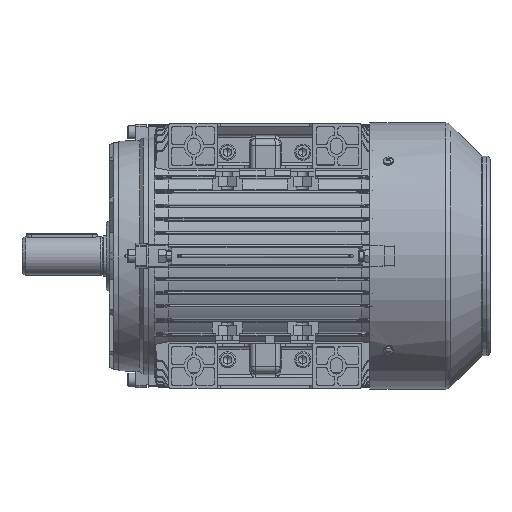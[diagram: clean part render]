
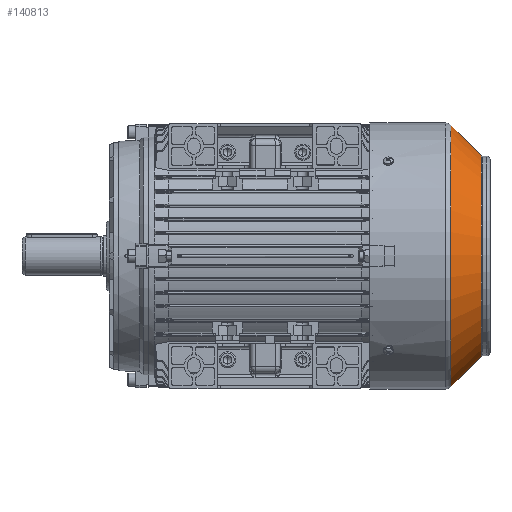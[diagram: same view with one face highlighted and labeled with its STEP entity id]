
A CAD part, front view. The second image highlights one B-rep face of the part: STEP entity #140813.
In plain terms, the highlighted conical face has half-angle 45 degrees and reference radius 98.586 mm.
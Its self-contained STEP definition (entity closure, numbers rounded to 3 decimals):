
#77001 = EDGE_CURVE ( 'NONE', #144224, #144144, #144493, .T. ) ;
#89370 = CARTESIAN_POINT ( 'NONE',  ( 79.593, 0., 0. ) ) ;
#89372 = AXIS2_PLACEMENT_3D ( 'NONE', #89370, #89563, #89560 ) ;
#89373 = CIRCLE ( 'NONE', #89372, 128.407 ) ;
#89488 = DIRECTION ( 'NONE',  ( 0., 0., 1. ) ) ;
#89490 = DIRECTION ( 'NONE',  ( -1., 0., 0. ) ) ;
#89492 = CARTESIAN_POINT ( 'NONE',  ( 109.414, 0., 0. ) ) ;
#89494 = AXIS2_PLACEMENT_3D ( 'NONE', #89492, #89490, #89488 ) ;
#89496 = CONICAL_SURFACE ( 'NONE', #89494, 98.586, 0.785 ) ;
#89507 = FACE_OUTER_BOUND ( 'NONE', #140818, .T. ) ;
#89560 = DIRECTION ( 'NONE',  ( 0., 0., 1. ) ) ;
#89563 = DIRECTION ( 'NONE',  ( -1., 0., 0. ) ) ;
#97903 = CARTESIAN_POINT ( 'NONE',  ( 79.593, 0., 128.407 ) ) ;
#97929 = CARTESIAN_POINT ( 'NONE',  ( 79.593, 0., -128.407 ) ) ;
#98954 = DIRECTION ( 'NONE',  ( -0.707, 0., 0.707 ) ) ;
#98957 = VECTOR ( 'NONE', #98954, 1000. ) ;
#98960 = CARTESIAN_POINT ( 'NONE',  ( 109.414, 0., 98.586 ) ) ;
#98983 = LINE ( 'NONE', #98960, #98957 ) ;
#99080 = CARTESIAN_POINT ( 'NONE',  ( 109.414, 0., 98.586 ) ) ;
#99085 = DIRECTION ( 'NONE',  ( -0.707, 0., -0.707 ) ) ;
#99086 = VECTOR ( 'NONE', #99085, 1000. ) ;
#99090 = CARTESIAN_POINT ( 'NONE',  ( 109.414, 0., -98.586 ) ) ;
#99093 = LINE ( 'NONE', #99090, #99086 ) ;
#99148 = CARTESIAN_POINT ( 'NONE',  ( 109.414, 0., -98.586 ) ) ;
#140792 = EDGE_CURVE ( 'NONE', #143831, #143840, #89373, .T. ) ;
#140803 = ORIENTED_EDGE ( 'NONE', *, *, #140792, .F. ) ;
#140813 = ADVANCED_FACE ( 'NONE', ( #89507 ), #89496, .T. ) ;
#140818 = EDGE_LOOP ( 'NONE', ( #140834, #140833, #140829, #140803 ) ) ;
#140829 = ORIENTED_EDGE ( 'NONE', *, *, #144184, .T. ) ;
#140833 = ORIENTED_EDGE ( 'NONE', *, *, #77001, .T. ) ;
#140834 = ORIENTED_EDGE ( 'NONE', *, *, #144141, .F. ) ;
#143831 = VERTEX_POINT ( 'NONE', #97929 ) ;
#143840 = VERTEX_POINT ( 'NONE', #97903 ) ;
#144141 = EDGE_CURVE ( 'NONE', #144224, #143831, #99093, .T. ) ;
#144144 = VERTEX_POINT ( 'NONE', #99080 ) ;
#144184 = EDGE_CURVE ( 'NONE', #144144, #143840, #98983, .T. ) ;
#144224 = VERTEX_POINT ( 'NONE', #99148 ) ;
#144484 = DIRECTION ( 'NONE',  ( 0., 0., 1. ) ) ;
#144488 = DIRECTION ( 'NONE',  ( -1., 0., 0. ) ) ;
#144489 = CARTESIAN_POINT ( 'NONE',  ( 109.414, 0., 0. ) ) ;
#144491 = AXIS2_PLACEMENT_3D ( 'NONE', #144489, #144488, #144484 ) ;
#144493 = CIRCLE ( 'NONE', #144491, 98.586 ) ;
